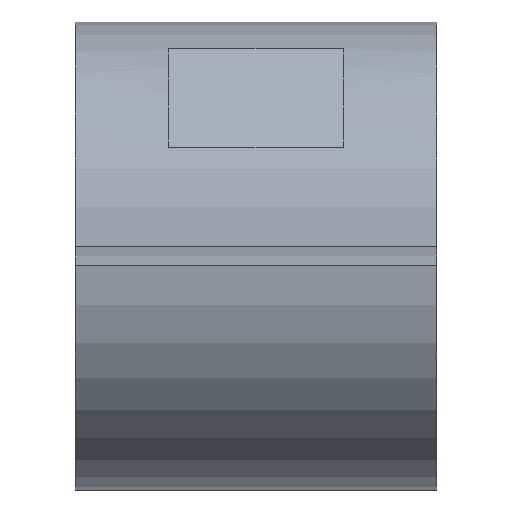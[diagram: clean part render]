
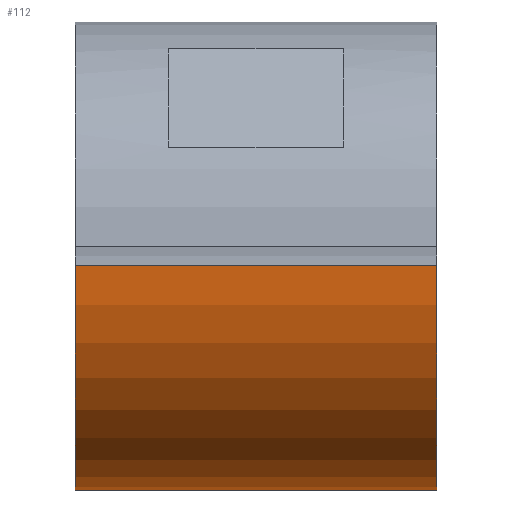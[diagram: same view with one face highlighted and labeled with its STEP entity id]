
A CAD part, left-side view. The second image highlights one B-rep face of the part: STEP entity #112.
In plain terms, the highlighted cylindrical face has radius 12.7 mm (diameter 25.4 mm), a partial arc.
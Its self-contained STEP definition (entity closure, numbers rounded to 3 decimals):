
#2 = VECTOR ( 'NONE', #508, 1000. ) ;
#27 = CARTESIAN_POINT ( 'NONE',  ( -12.69, -9.817, -0.508 ) ) ;
#31 = DIRECTION ( 'NONE',  ( 0., 1., 0. ) ) ;
#33 = FACE_OUTER_BOUND ( 'NONE', #414, .T. ) ;
#45 = DIRECTION ( 'NONE',  ( 0., 0., 1. ) ) ;
#47 = CARTESIAN_POINT ( 'NONE',  ( 0., -9.817, 0. ) ) ;
#50 = VECTOR ( 'NONE', #31, 1000. ) ;
#83 = LINE ( 'NONE', #27, #50 ) ;
#99 = EDGE_CURVE ( 'NONE', #505, #478, #83, .T. ) ;
#112 = ADVANCED_FACE ( 'NONE', ( #33 ), #206, .T. ) ;
#115 = AXIS2_PLACEMENT_3D ( 'NONE', #47, #208, #45 ) ;
#131 = ORIENTED_EDGE ( 'NONE', *, *, #197, .T. ) ;
#136 = CIRCLE ( 'NONE', #599, 12.7 ) ;
#162 = CARTESIAN_POINT ( 'NONE',  ( -12.69, -9.817, -0.508 ) ) ;
#197 = EDGE_CURVE ( 'NONE', #382, #505, #630, .T. ) ;
#206 = CYLINDRICAL_SURFACE ( 'NONE', #115, 12.7 ) ;
#208 = DIRECTION ( 'NONE',  ( 0., 1., 0. ) ) ;
#218 = CARTESIAN_POINT ( 'NONE',  ( 0., -9.817, -12.7 ) ) ;
#261 = ORIENTED_EDGE ( 'NONE', *, *, #610, .F. ) ;
#284 = ORIENTED_EDGE ( 'NONE', *, *, #364, .F. ) ;
#311 = AXIS2_PLACEMENT_3D ( 'NONE', #470, #469, #468 ) ;
#328 = DIRECTION ( 'NONE',  ( 0., 0., 1. ) ) ;
#364 = EDGE_CURVE ( 'NONE', #382, #408, #591, .T. ) ;
#382 = VERTEX_POINT ( 'NONE', #422 ) ;
#395 = CARTESIAN_POINT ( 'NONE',  ( 0., 9.817, -12.7 ) ) ;
#408 = VERTEX_POINT ( 'NONE', #395 ) ;
#414 = EDGE_LOOP ( 'NONE', ( #284, #131, #428, #261 ) ) ;
#422 = CARTESIAN_POINT ( 'NONE',  ( 0., -9.817, -12.7 ) ) ;
#428 = ORIENTED_EDGE ( 'NONE', *, *, #99, .T. ) ;
#468 = DIRECTION ( 'NONE',  ( 0., 0., 1. ) ) ;
#469 = DIRECTION ( 'NONE',  ( 0., 1., 0. ) ) ;
#470 = CARTESIAN_POINT ( 'NONE',  ( 0., -9.817, 0. ) ) ;
#478 = VERTEX_POINT ( 'NONE', #613 ) ;
#505 = VERTEX_POINT ( 'NONE', #162 ) ;
#508 = DIRECTION ( 'NONE',  ( 0., 1., 0. ) ) ;
#523 = DIRECTION ( 'NONE',  ( 0., 1., 0. ) ) ;
#591 = LINE ( 'NONE', #218, #2 ) ;
#599 = AXIS2_PLACEMENT_3D ( 'NONE', #642, #523, #328 ) ;
#610 = EDGE_CURVE ( 'NONE', #408, #478, #136, .T. ) ;
#613 = CARTESIAN_POINT ( 'NONE',  ( -12.69, 9.817, -0.508 ) ) ;
#630 = CIRCLE ( 'NONE', #311, 12.7 ) ;
#642 = CARTESIAN_POINT ( 'NONE',  ( 0., 9.817, 0. ) ) ;
